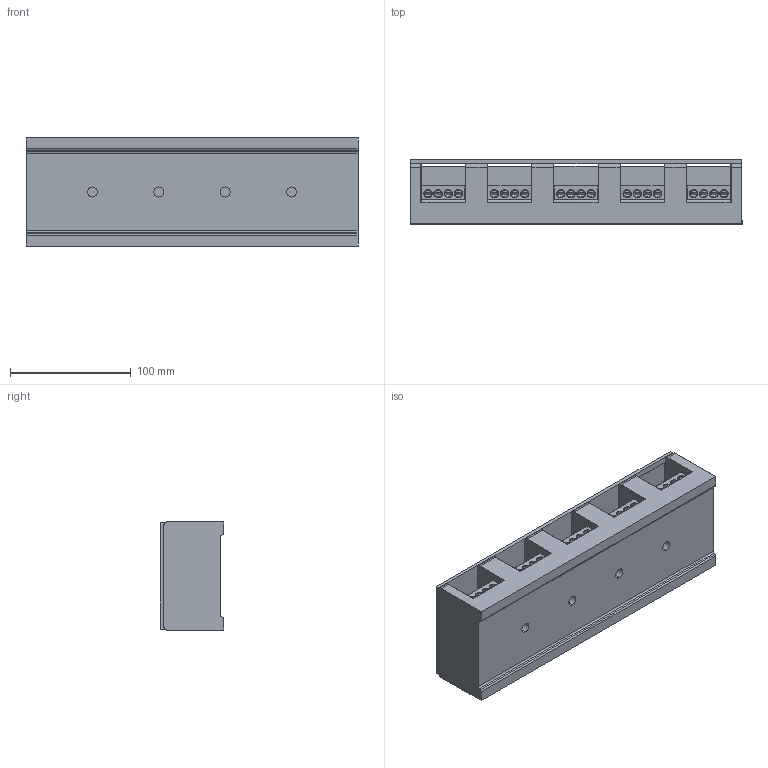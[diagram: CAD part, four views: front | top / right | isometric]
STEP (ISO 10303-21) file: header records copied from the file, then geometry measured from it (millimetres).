
FILE_DESCRIPTION((''),'2;1');
FILE_NAME('UDJ-3005_4_10','2024-07-04T',('dell'),(''),'PRO/ENGINEER BY PARAMETRIC TECHNOLOGY CORPORATION, 2013230','PRO/ENGINEER BY PARAMETRIC TECHNOLOGY CORPORATION, 2013230','');
FILE_SCHEMA(('AUTOMOTIVE_DESIGN { 1 0 10303 214 1 1 1 1 }'));
Products named in the file (1): UDJ-3005_4_10
Bounding box: 275 x 53 x 90 mm (x, y, z)
Volume: 859361.8 mm3; surface area: 197935.1 mm2
Topology: 6 solids, 34 shells, 2842 faces, 8053 edges, 5207 vertices
Faces by surface type: plane 1726, cylinder 559, cone 270, bspline 180, sphere 60, torus 44, extrusion 3
Entity records: 103729 total; most frequent: CARTESIAN_POINT 31438, ORIENTED_EDGE 15806, DIRECTION 13975, EDGE_CURVE 7903, VECTOR 5265, LINE 5262, VERTEX_POINT 5207, AXIS2_PLACEMENT_3D 4355
